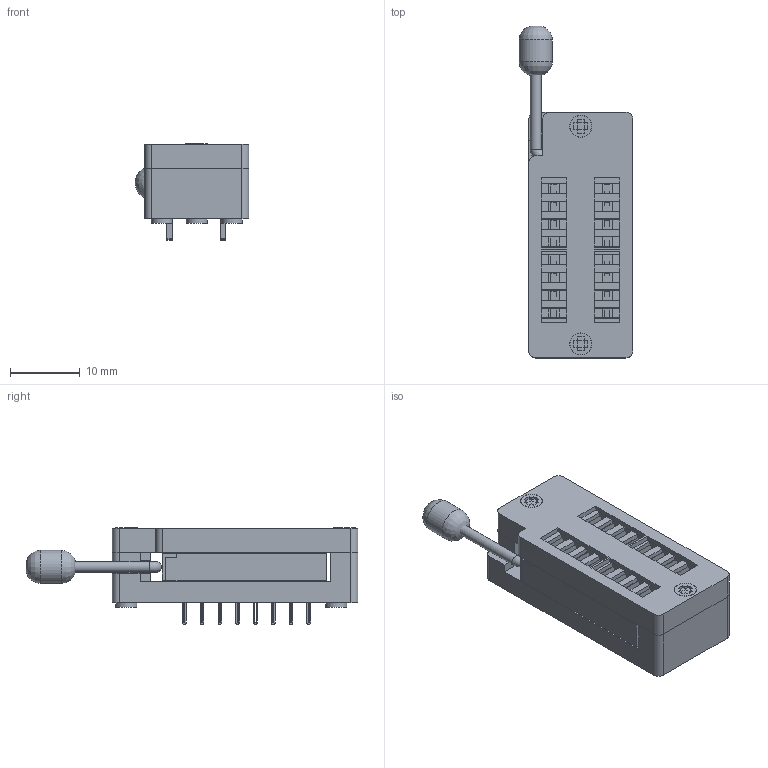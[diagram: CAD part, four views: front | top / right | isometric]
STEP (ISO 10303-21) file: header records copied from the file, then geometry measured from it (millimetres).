
FILE_DESCRIPTION(('FreeCAD Model'),'2;1');
FILE_NAME('Open CASCADE Shape Model','2023-02-24T12:24:21',( 'kicad StepUp'),('ksu MCAD'),'Open CASCADE STEP processor 7.6', 'FreeCAD','Unknown');
FILE_SCHEMA(('AUTOMOTIVE_DESIGN { 1 0 10303 214 1 1 1 1 }'));
Products named in the file (1): SOCKET_16P_W35.2_H14.9_P7.62x2.45
Bounding box: 16.27 x 47.45 x 13.79 mm (x, y, z)
Volume: 4710.8 mm3; surface area: 6847.3 mm2
Topology: 24 solids, 24 shells, 957 faces, 2481 edges, 1569 vertices
Faces by surface type: plane 849, cylinder 65, bspline 32, cone 4, torus 4, revolution 3
Full cylindrical faces by diameter (mm): 1.53 x6, 2 x4, 3 x6, 4.74 x1
Entity records: 66585 total; most frequent: CARTESIAN_POINT 17190, DIRECTION 7024, ORIENTED_EDGE 4930, PCURVE 4930, DEFINITIONAL_REPRESENTATION 4930, LINE 4853, VECTOR 4853, EDGE_CURVE 2465
